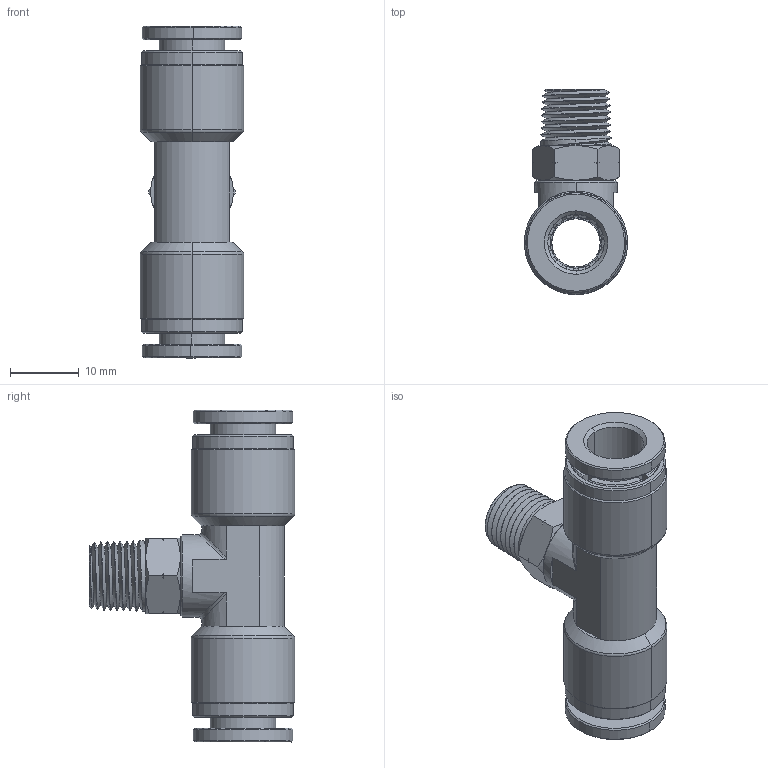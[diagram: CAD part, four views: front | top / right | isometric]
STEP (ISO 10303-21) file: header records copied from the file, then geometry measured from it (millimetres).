
FILE_DESCRIPTION (( 'STEP AP214' ), '1' );
FILE_NAME ('BTS5-16N1-8W.STEP', '2018-07-24T19:29:57', ( '' ), ( '' ), 'SwSTEP 2.0', 'SolidWorks 2016', '' );
FILE_SCHEMA (( 'AUTOMOTIVE_DESIGN' ));
Length unit declared in the file: millimetre
Products named in the file (1): BTS5-16N1-8W
Bounding box: 15 x 29.8 x 48.2 mm (x, y, z)
Volume: 5229.3 mm3; surface area: 9163.8 mm2
Topology: 12 solids, 12 shells, 899 faces, 2463 edges, 1600 vertices
Faces by surface type: plane 348, cone 312, cylinder 147, bspline 84, torus 8
Entity records: 44149 total; most frequent: CARTESIAN_POINT 12797, ORIENTED_EDGE 4926, DIRECTION 3935, EDGE_CURVE 2463, AXIS2_PLACEMENT_3D 1604, VERTEX_POINT 1600, EDGE_LOOP 937, B_SPLINE_CURVE_WITH_KNOTS 918
